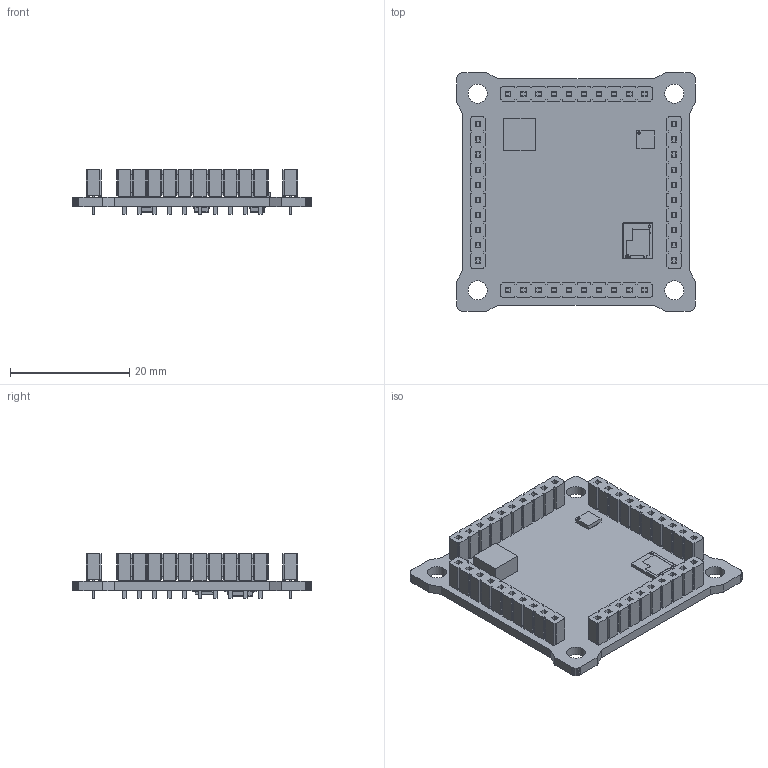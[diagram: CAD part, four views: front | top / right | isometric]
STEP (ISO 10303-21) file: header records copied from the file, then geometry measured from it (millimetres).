
FILE_DESCRIPTION(('KiCad electronic assembly'),'2;1');
FILE_NAME('PQ_EPS.step','2023-03-23T18:49:22',('Pcbnew'),('Kicad'), 'Open CASCADE STEP processor 7.6','KiCad to STEP converter','Unknown' );
FILE_SCHEMA(('AUTOMOTIVE_DESIGN { 1 0 10303 214 1 1 1 1 }'));
Length unit declared in the file: millimetre
Products named in the file (14): PQ_EPS 1; XAL5030-222MEC; COMPOUND; ISL9120IRTNZ; SLW-110-01-G-S; PowerPAK SO-8DC; DO-221AC (SlimSMA); SMM4F; PCB
Assembly tree (20 placements, depth 3):
  PQ_EPS 1
    XAL5030-222MEC
      COMPOUND
    ISL9120IRTNZ
      COMPOUND
    SLW-110-01-G-S  x4
      COMPOUND
    PowerPAK SO-8DC
      COMPOUND
    DO-221AC (SlimSMA)  x3
      COMPOUND
    SMM4F  x3
      COMPOUND
    PCB
Bounding box: 40 x 40 x 7.49 mm (x, y, z)
Volume: 3907 mm3; surface area: 7717.7 mm2
Topology: 48 solids, 48 shells, 1862 faces, 4677 edges, 3031 vertices
Faces by surface type: plane 1620, cylinder 137, bspline 66, revolution 24, cone 12, sphere 2, torus 1
Full cylindrical faces by diameter (mm): 0.375 x1, 0.4 x1, 1 x40, 3.2 x4
Entity records: 48464 total; most frequent: CARTESIAN_POINT 10098, DIRECTION 6981, LINE 4966, VECTOR 4966, ORIENTED_EDGE 3734, PCURVE 3734, DEFINITIONAL_REPRESENTATION 3734, EDGE_CURVE 1867
